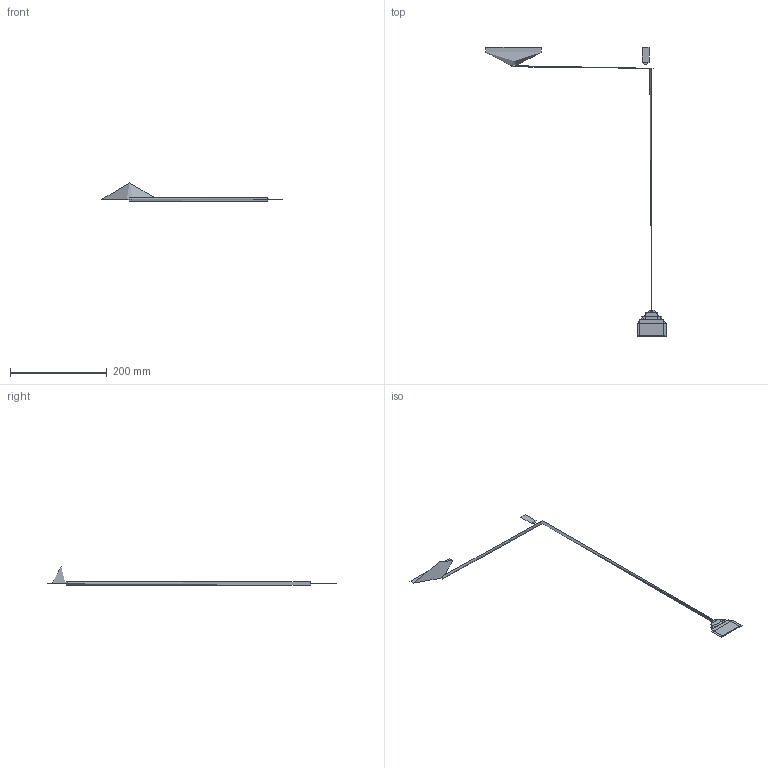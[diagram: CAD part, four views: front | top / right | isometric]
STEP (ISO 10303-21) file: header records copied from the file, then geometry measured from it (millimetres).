
FILE_DESCRIPTION(/* description */ (''),/* implementation_level */ '2;1');
FILE_NAME(/* name */ 'TALL SP1 SMALL BIANCO(NERO)',/* time_stamp */ '2020-06-19T08:23:35+08:00',/* author */ (''),/* organization */ (''),/* preprocessor_version */ 'ST-DEVELOPER v10',/* originating_system */ '',/* authorisation */ '');
FILE_SCHEMA (('CONFIG_CONTROL_DESIGN'));
Length unit declared in the file: millimetre
Products named in the file (1): 1
Bounding box: 373.06 x 598 x 38.09 mm (x, y, z)
Volume: 51120.4 mm3; surface area: 71406.1 mm2
Topology: 3 solids, 7 shells, 68 faces, 203 edges, 99 vertices
Faces by surface type: bspline 68
Entity records: 3719 total; most frequent: CARTESIAN_POINT 2727, ORIENTED_EDGE 262, EDGE_CURVE 136, VERTEX_POINT 77, ADVANCED_FACE 68, FACE_OUTER_BOUND 68, EDGE_LOOP 68, B_SPLINE_CURVE_WITH_KNOTS 55
